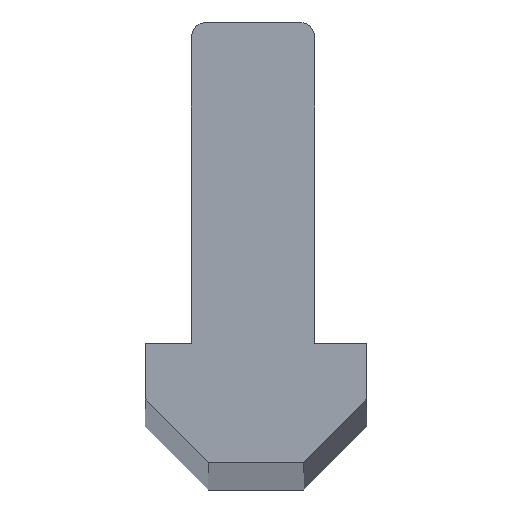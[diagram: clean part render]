
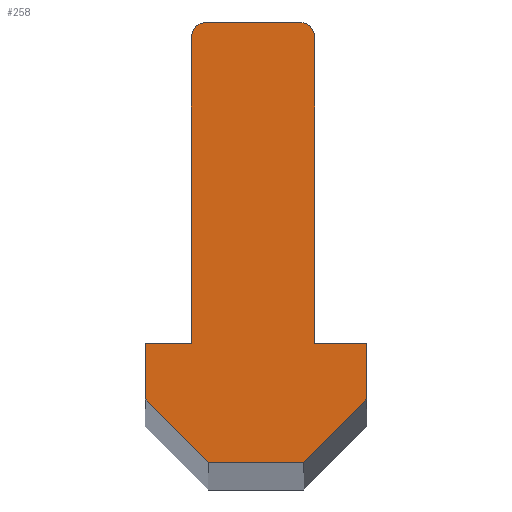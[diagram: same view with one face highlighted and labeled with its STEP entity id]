
A CAD part, top view. The second image highlights one B-rep face of the part: STEP entity #258.
In plain terms, the highlighted planar face has unit normal (0, 0, 1).
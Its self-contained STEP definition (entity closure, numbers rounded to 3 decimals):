
#15=PLANE('',#277);
#28=FACE_OUTER_BOUND('',#42,.T.);
#42=EDGE_LOOP('',(#190,#191,#192,#193,#194,#195,#196,#197,#198,#199,#200,
#201));
#56=LINE('',#373,#88);
#59=LINE('',#379,#91);
#60=LINE('',#381,#92);
#61=LINE('',#383,#93);
#62=LINE('',#385,#94);
#63=LINE('',#387,#95);
#64=LINE('',#389,#96);
#65=LINE('',#391,#97);
#66=LINE('',#393,#98);
#67=LINE('',#395,#99);
#88=VECTOR('',#303,5.8);
#91=VECTOR('',#308,19.3);
#92=VECTOR('',#309,2.913);
#93=VECTOR('',#310,3.5);
#94=VECTOR('',#311,5.657);
#95=VECTOR('',#312,6.);
#96=VECTOR('',#313,5.657);
#97=VECTOR('',#314,3.5);
#98=VECTOR('',#315,3.287);
#99=VECTOR('',#316,19.3);
#118=CIRCLE('',#274,1.);
#120=CIRCLE('',#278,1.);
#122=VERTEX_POINT('',#363);
#123=VERTEX_POINT('',#364);
#126=VERTEX_POINT('',#372);
#128=VERTEX_POINT('',#378);
#129=VERTEX_POINT('',#380);
#130=VERTEX_POINT('',#382);
#131=VERTEX_POINT('',#384);
#132=VERTEX_POINT('',#386);
#133=VERTEX_POINT('',#388);
#134=VERTEX_POINT('',#390);
#135=VERTEX_POINT('',#392);
#136=VERTEX_POINT('',#394);
#146=EDGE_CURVE('',#122,#123,#118,.T.);
#150=EDGE_CURVE('',#123,#126,#56,.T.);
#153=EDGE_CURVE('',#128,#122,#59,.T.);
#154=EDGE_CURVE('',#129,#128,#60,.T.);
#155=EDGE_CURVE('',#130,#129,#61,.T.);
#156=EDGE_CURVE('',#131,#130,#62,.T.);
#157=EDGE_CURVE('',#132,#131,#63,.T.);
#158=EDGE_CURVE('',#133,#132,#64,.T.);
#159=EDGE_CURVE('',#134,#133,#65,.T.);
#160=EDGE_CURVE('',#135,#134,#66,.T.);
#161=EDGE_CURVE('',#136,#135,#67,.T.);
#162=EDGE_CURVE('',#126,#136,#120,.T.);
#190=ORIENTED_EDGE('',*,*,#146,.F.);
#191=ORIENTED_EDGE('',*,*,#153,.F.);
#192=ORIENTED_EDGE('',*,*,#154,.F.);
#193=ORIENTED_EDGE('',*,*,#155,.F.);
#194=ORIENTED_EDGE('',*,*,#156,.F.);
#195=ORIENTED_EDGE('',*,*,#157,.F.);
#196=ORIENTED_EDGE('',*,*,#158,.F.);
#197=ORIENTED_EDGE('',*,*,#159,.F.);
#198=ORIENTED_EDGE('',*,*,#160,.F.);
#199=ORIENTED_EDGE('',*,*,#161,.F.);
#200=ORIENTED_EDGE('',*,*,#162,.F.);
#201=ORIENTED_EDGE('',*,*,#150,.F.);
#258=ADVANCED_FACE('',(#28),#15,.T.);
#274=AXIS2_PLACEMENT_3D('',#365,#295,#296);
#277=AXIS2_PLACEMENT_3D('',#377,#306,#307);
#278=AXIS2_PLACEMENT_3D('',#396,#317,#318);
#295=DIRECTION('center_axis',(0.,0.,-1.));
#296=DIRECTION('ref_axis',(-0.707,0.707,0.));
#303=DIRECTION('',(1.,0.,0.));
#306=DIRECTION('center_axis',(0.,0.,1.));
#307=DIRECTION('ref_axis',(1.,0.,0.));
#308=DIRECTION('',(0.,1.,0.));
#309=DIRECTION('',(1.,0.,0.));
#310=DIRECTION('',(0.,1.,0.));
#311=DIRECTION('',(-0.707,0.707,0.));
#312=DIRECTION('',(-1.,0.,0.));
#313=DIRECTION('',(-0.707,-0.707,0.));
#314=DIRECTION('',(0.,-1.,0.));
#315=DIRECTION('',(1.,0.,0.));
#316=DIRECTION('',(0.,-1.,0.));
#317=DIRECTION('center_axis',(0.,0.,-1.));
#318=DIRECTION('ref_axis',(0.707,0.707,0.));
#363=CARTESIAN_POINT('',(-3.9,26.8,1000.));
#364=CARTESIAN_POINT('',(-2.9,27.8,1000.));
#365=CARTESIAN_POINT('Origin',(-2.9,26.8,1000.));
#372=CARTESIAN_POINT('',(2.9,27.8,1000.));
#373=CARTESIAN_POINT('',(3.9,27.8,1000.));
#377=CARTESIAN_POINT('Origin',(0.096,12.394,1000.));
#378=CARTESIAN_POINT('',(-3.9,7.5,1000.));
#379=CARTESIAN_POINT('',(-3.9,27.8,1000.));
#380=CARTESIAN_POINT('',(-6.813,7.5,1000.));
#381=CARTESIAN_POINT('',(-3.9,7.5,1000.));
#382=CARTESIAN_POINT('',(-6.813,4.,1000.));
#383=CARTESIAN_POINT('',(-6.813,7.5,1000.));
#384=CARTESIAN_POINT('',(-2.813,0.,1000.));
#385=CARTESIAN_POINT('',(-6.184,3.371,1000.));
#386=CARTESIAN_POINT('',(3.187,0.,1000.));
#387=CARTESIAN_POINT('',(-6.813,0.,1000.));
#388=CARTESIAN_POINT('',(7.187,4.,1000.));
#389=CARTESIAN_POINT('',(6.513,3.326,1000.));
#390=CARTESIAN_POINT('',(7.187,7.5,1000.));
#391=CARTESIAN_POINT('',(7.187,0.,1000.));
#392=CARTESIAN_POINT('',(3.9,7.5,1000.));
#393=CARTESIAN_POINT('',(7.187,7.5,1000.));
#394=CARTESIAN_POINT('',(3.9,26.8,1000.));
#395=CARTESIAN_POINT('',(3.9,7.5,1000.));
#396=CARTESIAN_POINT('Origin',(2.9,26.8,1000.));
